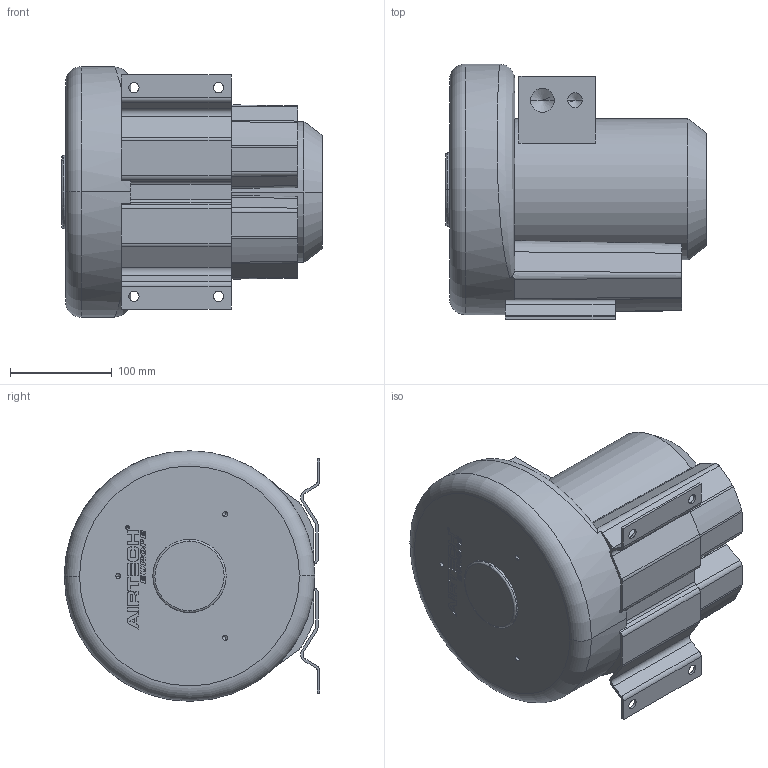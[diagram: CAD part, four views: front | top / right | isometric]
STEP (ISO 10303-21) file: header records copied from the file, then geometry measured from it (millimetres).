
FILE_DESCRIPTION((''),'2;1');
FILE_NAME('ASC0080_1MT400_00','2020-11-26T',('fjelitto'),('vacuvane vacuum technology gmbh'),'CREO PARAMETRIC BY PTC INC, 2018360','CREO PARAMETRIC BY PTC INC, 2018360','');
FILE_SCHEMA(('CONFIG_CONTROL_DESIGN'));
Length unit declared in the file: millimetre
Products named in the file (1): ASC0080_1MT400_00
Bounding box: 256 x 250.9 x 246 mm (x, y, z)
Volume: 6974736.7 mm3; surface area: 409651.1 mm2
Topology: 1 solids, 1 shells, 399 faces, 1078 edges, 694 vertices
Faces by surface type: plane 235, cylinder 110, cone 48, torus 4, bspline 2
Entity records: 13293 total; most frequent: CARTESIAN_POINT 3114, DIRECTION 2119, ORIENTED_EDGE 2096, EDGE_CURVE 1048, VECTOR 745, LINE 745, VERTEX_POINT 694, AXIS2_PLACEMENT_3D 687
